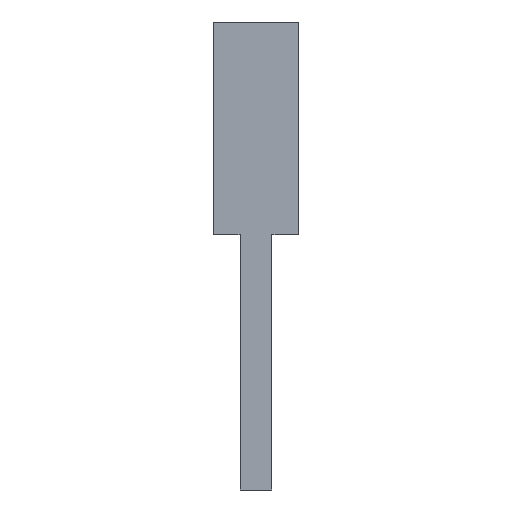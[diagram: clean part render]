
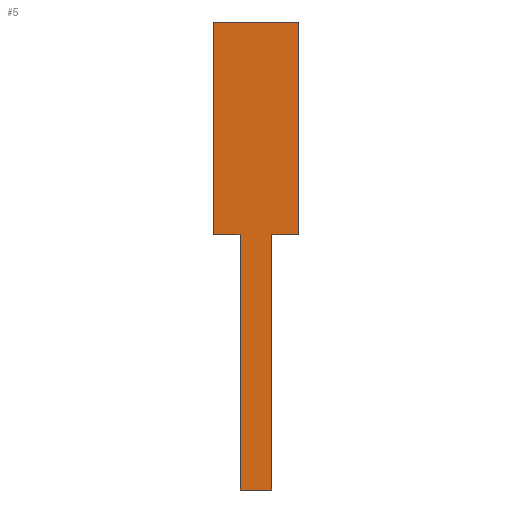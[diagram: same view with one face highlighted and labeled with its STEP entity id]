
A CAD part, left-side view. The second image highlights one B-rep face of the part: STEP entity #5.
In plain terms, the highlighted planar face has unit normal (-1, 0, 0).
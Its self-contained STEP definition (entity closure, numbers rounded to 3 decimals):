
#5 = ADVANCED_FACE ( 'NONE', ( #248 ), #42, .T. ) ;
#7 = LINE ( 'NONE', #119, #226 ) ;
#11 = CARTESIAN_POINT ( 'NONE',  ( -6., -0.75, -10. ) ) ;
#12 = DIRECTION ( 'NONE',  ( -1., 0., 0. ) ) ;
#15 = EDGE_CURVE ( 'NONE', #54, #214, #105, .T. ) ;
#16 = DIRECTION ( 'NONE',  ( 0., 0., 1. ) ) ;
#22 = EDGE_CURVE ( 'NONE', #71, #327, #277, .T. ) ;
#23 = VECTOR ( 'NONE', #217, 1000. ) ;
#24 = VECTOR ( 'NONE', #91, 1000. ) ;
#34 = LINE ( 'NONE', #315, #156 ) ;
#39 = CARTESIAN_POINT ( 'NONE',  ( -6., -2., -10. ) ) ;
#42 = PLANE ( 'NONE',  #195 ) ;
#43 = CARTESIAN_POINT ( 'NONE',  ( -6., 2., -10. ) ) ;
#45 = ORIENTED_EDGE ( 'NONE', *, *, #157, .F. ) ;
#54 = VERTEX_POINT ( 'NONE', #246 ) ;
#58 = ORIENTED_EDGE ( 'NONE', *, *, #22, .F. ) ;
#59 = CARTESIAN_POINT ( 'NONE',  ( -6., 0.75, -22. ) ) ;
#60 = DIRECTION ( 'NONE',  ( 0., 0., 1. ) ) ;
#66 = DIRECTION ( 'NONE',  ( 0., 0., -1. ) ) ;
#68 = VERTEX_POINT ( 'NONE', #231 ) ;
#71 = VERTEX_POINT ( 'NONE', #312 ) ;
#72 = VECTOR ( 'NONE', #137, 1000. ) ;
#79 = EDGE_LOOP ( 'NONE', ( #242, #194, #58, #45, #310, #281, #188, #129 ) ) ;
#91 = DIRECTION ( 'NONE',  ( 0., 1., 0. ) ) ;
#94 = VECTOR ( 'NONE', #66, 1000. ) ;
#105 = LINE ( 'NONE', #211, #72 ) ;
#107 = VECTOR ( 'NONE', #16, 1000. ) ;
#118 = LINE ( 'NONE', #39, #94 ) ;
#119 = CARTESIAN_POINT ( 'NONE',  ( -6., 2., 0. ) ) ;
#129 = ORIENTED_EDGE ( 'NONE', *, *, #309, .F. ) ;
#135 = CARTESIAN_POINT ( 'NONE',  ( -6., -2., -10. ) ) ;
#137 = DIRECTION ( 'NONE',  ( 0., 1., 0. ) ) ;
#142 = EDGE_CURVE ( 'NONE', #68, #198, #7, .T. ) ;
#144 = VECTOR ( 'NONE', #204, 1000. ) ;
#156 = VECTOR ( 'NONE', #60, 1000. ) ;
#157 = EDGE_CURVE ( 'NONE', #214, #71, #34, .T. ) ;
#165 = CARTESIAN_POINT ( 'NONE',  ( -6., 2., -10. ) ) ;
#175 = CARTESIAN_POINT ( 'NONE',  ( -6., -0.75, -10. ) ) ;
#188 = ORIENTED_EDGE ( 'NONE', *, *, #288, .F. ) ;
#193 = LINE ( 'NONE', #175, #24 ) ;
#194 = ORIENTED_EDGE ( 'NONE', *, *, #331, .F. ) ;
#195 = AXIS2_PLACEMENT_3D ( 'NONE', #323, #12, #300 ) ;
#198 = VERTEX_POINT ( 'NONE', #233 ) ;
#203 = VERTEX_POINT ( 'NONE', #135 ) ;
#204 = DIRECTION ( 'NONE',  ( 0., 0., -1. ) ) ;
#205 = LINE ( 'NONE', #165, #107 ) ;
#211 = CARTESIAN_POINT ( 'NONE',  ( -6., -0.75, -22. ) ) ;
#214 = VERTEX_POINT ( 'NONE', #59 ) ;
#217 = DIRECTION ( 'NONE',  ( 0., 1., 0. ) ) ;
#224 = LINE ( 'NONE', #11, #144 ) ;
#226 = VECTOR ( 'NONE', #273, 1000. ) ;
#229 = EDGE_CURVE ( 'NONE', #299, #54, #224, .T. ) ;
#231 = CARTESIAN_POINT ( 'NONE',  ( -6., 2., 0. ) ) ;
#233 = CARTESIAN_POINT ( 'NONE',  ( -6., -2., 0. ) ) ;
#242 = ORIENTED_EDGE ( 'NONE', *, *, #142, .F. ) ;
#246 = CARTESIAN_POINT ( 'NONE',  ( -6., -0.75, -22. ) ) ;
#248 = FACE_OUTER_BOUND ( 'NONE', #79, .T. ) ;
#269 = CARTESIAN_POINT ( 'NONE',  ( -6., 2., -10. ) ) ;
#273 = DIRECTION ( 'NONE',  ( 0., -1., 0. ) ) ;
#277 = LINE ( 'NONE', #269, #23 ) ;
#281 = ORIENTED_EDGE ( 'NONE', *, *, #229, .F. ) ;
#288 = EDGE_CURVE ( 'NONE', #203, #299, #193, .T. ) ;
#298 = CARTESIAN_POINT ( 'NONE',  ( -6., -0.75, -10. ) ) ;
#299 = VERTEX_POINT ( 'NONE', #298 ) ;
#300 = DIRECTION ( 'NONE',  ( 0., 0., 1. ) ) ;
#309 = EDGE_CURVE ( 'NONE', #198, #203, #118, .T. ) ;
#310 = ORIENTED_EDGE ( 'NONE', *, *, #15, .F. ) ;
#312 = CARTESIAN_POINT ( 'NONE',  ( -6., 0.75, -10. ) ) ;
#315 = CARTESIAN_POINT ( 'NONE',  ( -6., 0.75, -22. ) ) ;
#323 = CARTESIAN_POINT ( 'NONE',  ( -6., 0., 0. ) ) ;
#327 = VERTEX_POINT ( 'NONE', #43 ) ;
#331 = EDGE_CURVE ( 'NONE', #327, #68, #205, .T. ) ;
